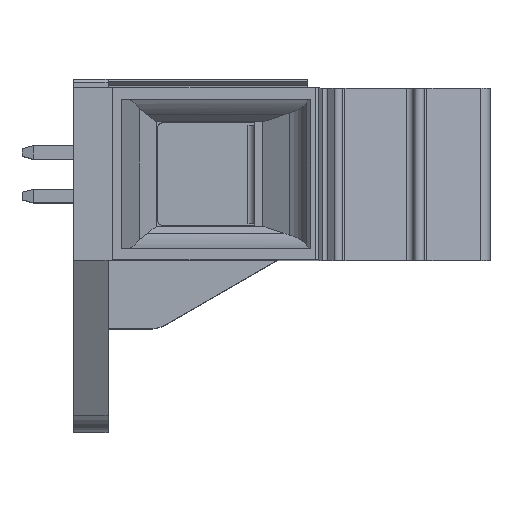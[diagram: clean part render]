
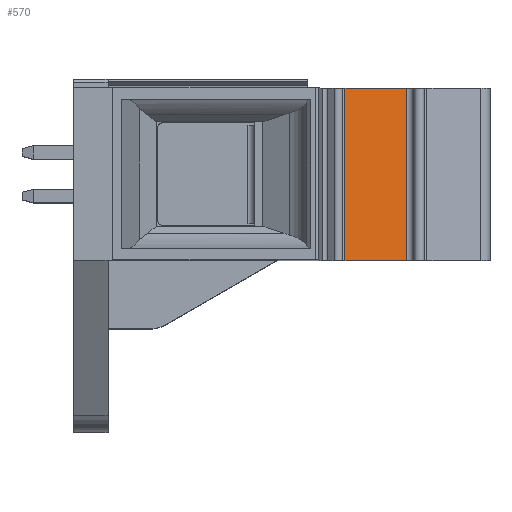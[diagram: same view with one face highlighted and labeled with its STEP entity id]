
A CAD part, top view. The second image highlights one B-rep face of the part: STEP entity #570.
In plain terms, the highlighted planar face has unit normal (0.174, 0, 0.985).
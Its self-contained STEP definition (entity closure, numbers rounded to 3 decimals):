
#570 = ADVANCED_FACE( '', ( #1196 ), #1197, .T. );
#1196 = FACE_OUTER_BOUND( '', #1872, .T. );
#1197 = PLANE( '', #1873 );
#1872 = EDGE_LOOP( '', ( #3574, #3575, #3576, #3577 ) );
#1873 = AXIS2_PLACEMENT_3D( '', #3578, #3579, #3580 );
#3574 = ORIENTED_EDGE( '', *, *, #4293, .T. );
#3575 = ORIENTED_EDGE( '', *, *, #4655, .F. );
#3576 = ORIENTED_EDGE( '', *, *, #4700, .T. );
#3577 = ORIENTED_EDGE( '', *, *, #4159, .T. );
#3578 = CARTESIAN_POINT( '', ( 16.345, 63.5, -48.239 ) );
#3579 = DIRECTION( '', ( 0.174, 0., 0.985 ) );
#3580 = DIRECTION( '', ( 0.985, 0., -0.174 ) );
#4159 = EDGE_CURVE( '', #5051, #5049, #5052, .T. );
#4293 = EDGE_CURVE( '', #5049, #5276, #5278, .F. );
#4655 = EDGE_CURVE( '', #5768, #5276, #5770, .T. );
#4700 = EDGE_CURVE( '', #5768, #5051, #5822, .T. );
#5049 = VERTEX_POINT( '', #6285 );
#5051 = VERTEX_POINT( '', #6287 );
#5052 = LINE( '', #6288, #6289 );
#5276 = VERTEX_POINT( '', #6613 );
#5278 = LINE( '', #6615, #6616 );
#5768 = VERTEX_POINT( '', #7351 );
#5770 = LINE( '', #7353, #7354 );
#5822 = LINE( '', #7435, #7436 );
#6285 = CARTESIAN_POINT( '', ( 3.959, 63.5, -46.055 ) );
#6287 = CARTESIAN_POINT( '', ( 9.31, 63.5, -46.998 ) );
#6288 = CARTESIAN_POINT( '', ( 16.345, 63.5, -48.239 ) );
#6289 = VECTOR( '', #7720, 1000. );
#6613 = CARTESIAN_POINT( '', ( 3.959, 48.5, -46.055 ) );
#6615 = CARTESIAN_POINT( '', ( 3.959, 56., -46.055 ) );
#6616 = VECTOR( '', #7857, 1000. );
#7351 = CARTESIAN_POINT( '', ( 9.31, 48.5, -46.998 ) );
#7353 = CARTESIAN_POINT( '', ( 16.345, 48.5, -48.239 ) );
#7354 = VECTOR( '', #8207, 1000. );
#7435 = CARTESIAN_POINT( '', ( 9.31, 56., -46.998 ) );
#7436 = VECTOR( '', #8240, 1000. );
#7720 = DIRECTION( '', ( -0.985, 0., 0.174 ) );
#7857 = DIRECTION( '', ( 0., 1., 0. ) );
#8207 = DIRECTION( '', ( -0.985, 0., 0.174 ) );
#8240 = DIRECTION( '', ( 0., 1., 0. ) );
